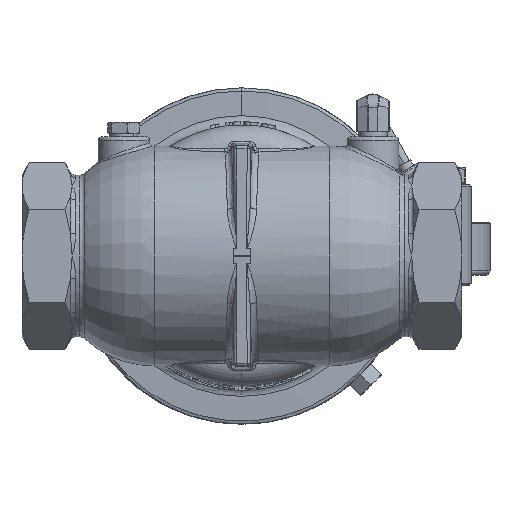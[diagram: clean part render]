
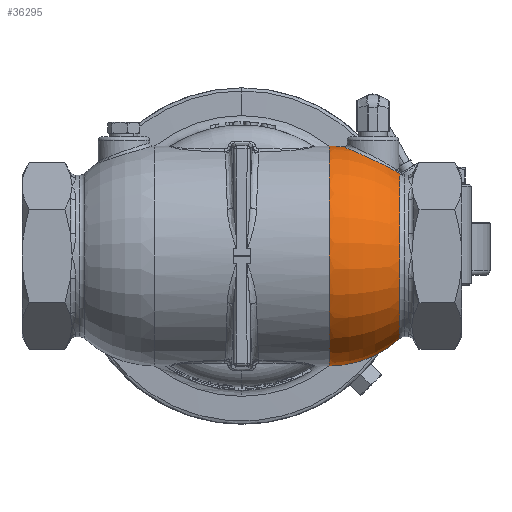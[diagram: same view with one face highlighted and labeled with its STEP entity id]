
A CAD part, front view. The second image highlights one B-rep face of the part: STEP entity #36295.
In plain terms, the highlighted toroidal (fillet/blend) face has major radius 3.175 mm and minor radius 50.8 mm.
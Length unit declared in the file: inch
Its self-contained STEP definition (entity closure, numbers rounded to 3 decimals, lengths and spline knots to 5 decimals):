
#2550 = CARTESIAN_POINT ( 'NONE',  ( 3.04571, -0.15749, 1.58914 ) ) ;
#4732 = CARTESIAN_POINT ( 'NONE',  ( 2.80229, -0.45906, 1.72844 ) ) ;
#5085 = DIRECTION ( 'NONE',  ( -1., 0., 0. ) ) ;
#5175 = CARTESIAN_POINT ( 'NONE',  ( 2.2887, -0.50222, 1.97111 ) ) ;
#5605 = CARTESIAN_POINT ( 'NONE',  ( 1.98418, -0.16056, 2.09742 ) ) ;
#7127 = CARTESIAN_POINT ( 'NONE',  ( 3.00147, -0.22822, 1.62044 ) ) ;
#8568 = CARTESIAN_POINT ( 'NONE',  ( 3.04716, 0., 0. ) ) ;
#8918 = CARTESIAN_POINT ( 'NONE',  ( 1.69167, 0., -0.125 ) ) ;
#9775 = VERTEX_POINT ( 'NONE', #50127 ) ;
#13210 = CARTESIAN_POINT ( 'NONE',  ( 3.04427, -0.15791, 1.59043 ) ) ;
#13559 = DIRECTION ( 'NONE',  ( -1., 0., 0. ) ) ;
#14046 = CARTESIAN_POINT ( 'NONE',  ( 2.98812, -0.25734, 1.62802 ) ) ;
#15366 = CARTESIAN_POINT ( 'NONE',  ( 2.76349, -0.48199, 1.74841 ) ) ;
#15791 = CARTESIAN_POINT ( 'NONE',  ( 2.20762, -0.45862, 2.00581 ) ) ;
#16256 = CARTESIAN_POINT ( 'NONE',  ( 1.97197, -0.11333, 2.10227 ) ) ;
#17232 = VERTEX_POINT ( 'NONE', #130233 ) ;
#19553 = DIRECTION ( 'NONE',  ( 0., 0., 1. ) ) ;
#19659 = EDGE_CURVE ( 'NONE', #71431, #60374, #96734, .T. ) ;
#20723 = EDGE_CURVE ( 'NONE', #17232, #60374, #136177, .T. ) ;
#21748 = EDGE_CURVE ( 'NONE', #9775, #107302, #30085, .T. ) ;
#23919 = CARTESIAN_POINT ( 'NONE',  ( 3.04024, -0.16036, 1.59389 ) ) ;
#26079 = CARTESIAN_POINT ( 'NONE',  ( 2.69618, -0.51306, 1.78237 ) ) ;
#26532 = CARTESIAN_POINT ( 'NONE',  ( 2.1347, -0.40167, 2.03634 ) ) ;
#26958 = CARTESIAN_POINT ( 'NONE',  ( 1.96035, -0.033, 2.10687 ) ) ;
#30085 = CIRCLE ( 'NONE', #94737, 1.59559 ) ;
#34535 = CARTESIAN_POINT ( 'NONE',  ( 3.03438, -0.16651, 1.59862 ) ) ;
#36238 = CARTESIAN_POINT ( 'NONE',  ( 3.00147, -0.22822, 1.62044 ) ) ;
#36247 = ORIENTED_EDGE ( 'NONE', *, *, #132043, .T. ) ;
#36295 = ADVANCED_FACE ( 'NONE', ( #60459 ), #63829, .T. ) ;
#36653 = CARTESIAN_POINT ( 'NONE',  ( 2.61037, -0.53723, 1.82435 ) ) ;
#37092 = CARTESIAN_POINT ( 'NONE',  ( 2.08151, -0.34375, 2.0582 ) ) ;
#42758 = ORIENTED_EDGE ( 'NONE', *, *, #125504, .F. ) ;
#45043 = CARTESIAN_POINT ( 'NONE',  ( 1.69167, 0., 0. ) ) ;
#45157 = CARTESIAN_POINT ( 'NONE',  ( 3.02457, -0.18155, 1.60589 ) ) ;
#46248 = CIRCLE ( 'NONE', #65016, 2. ) ;
#46434 = CARTESIAN_POINT ( 'NONE',  ( 2.97252, -0.28469, 1.6368 ) ) ;
#46877 = CARTESIAN_POINT ( 'NONE',  ( 2.93712, -0.33611, 1.65645 ) ) ;
#47208 = DIRECTION ( 'NONE',  ( 0., 0., 1. ) ) ;
#47309 = CARTESIAN_POINT ( 'NONE',  ( 2.5222, -0.54708, 1.86615 ) ) ;
#47768 = CARTESIAN_POINT ( 'NONE',  ( 2.05308, -0.30521, 2.06976 ) ) ;
#48293 = EDGE_CURVE ( 'NONE', #58630, #71431, #49936, .T. ) ;
#49936 = B_SPLINE_CURVE_WITH_KNOTS ( 'NONE', 3,
 ( #36238, #14046, #46434, #46877, #120973, #57578, #131567, #68263, #4732, #78896, #15366, #89530, #26079, #100189, #36653, #110803, #47309, #121402, #58031, #132023, #68700, #5175, #79345, #15791, #89976, #26532, #100619, #37092, #111232, #47768, #121827, #58473, #132476, #69148, #5605, #79793, #16256, #90409, #26958, #101086 ),
 .UNSPECIFIED., .F., .F.,
 ( 4, 2, 2, 2, 2, 2, 2, 2, 2, 2, 2, 2, 2, 2, 2, 2, 2, 2, 2, 4 ),
 ( 0.07387, 0.07638, 0.07889, 0.0814, 0.08265, 0.08391, 0.08642, 0.08893, 0.09144, 0.09395, 0.09646, 0.09896, 0.10147, 0.10398, 0.10524, 0.10649, 0.109, 0.11026, 0.11151, 0.11402 ),
 .UNSPECIFIED. ) ;
#50127 = CARTESIAN_POINT ( 'NONE',  ( 3.04716, 0., -1.59559 ) ) ;
#50729 = DIRECTION ( 'NONE',  ( 0., 0., 1. ) ) ;
#55859 = CARTESIAN_POINT ( 'NONE',  ( 3.00774, -0.21453, 1.61688 ) ) ;
#57578 = CARTESIAN_POINT ( 'NONE',  ( 2.87436, -0.40415, 1.69052 ) ) ;
#58031 = CARTESIAN_POINT ( 'NONE',  ( 2.43261, -0.54239, 1.90736 ) ) ;
#58473 = CARTESIAN_POINT ( 'NONE',  ( 2.02015, -0.25078, 2.08306 ) ) ;
#58630 = VERTEX_POINT ( 'NONE', #7127 ) ;
#60374 = VERTEX_POINT ( 'NONE', #80723 ) ;
#60459 = FACE_OUTER_BOUND ( 'NONE', #80755, .T. ) ;
#63002 = DIRECTION ( 'NONE',  ( 0., 0., -1. ) ) ;
#63829 = TOROIDAL_SURFACE ( 'NONE', #66359, 0.125, 2. ) ;
#65016 = AXIS2_PLACEMENT_3D ( 'NONE', #8918, #83102, #19553 ) ;
#66083 = CARTESIAN_POINT ( 'NONE',  ( 3.04716, -0.15756, 1.58779 ) ) ;
#66359 = AXIS2_PLACEMENT_3D ( 'NONE', #121301, #5085, #47208 ) ;
#68263 = CARTESIAN_POINT ( 'NONE',  ( 2.81489, -0.45064, 1.72189 ) ) ;
#68700 = CARTESIAN_POINT ( 'NONE',  ( 2.34499, -0.52306, 1.94651 ) ) ;
#69148 = CARTESIAN_POINT ( 'NONE',  ( 1.98924, -0.17621, 2.09541 ) ) ;
#71431 = VERTEX_POINT ( 'NONE', #107463 ) ;
#72044 = DIRECTION ( 'NONE',  ( -1., 0., 0. ) ) ;
#76122 = CARTESIAN_POINT ( 'NONE',  ( 3.04716, -0.15756, 1.58779 ) ) ;
#78896 = CARTESIAN_POINT ( 'NONE',  ( 2.77657, -0.47474, 1.74171 ) ) ;
#79345 = CARTESIAN_POINT ( 'NONE',  ( 2.2612, -0.48942, 1.98297 ) ) ;
#79793 = CARTESIAN_POINT ( 'NONE',  ( 1.97556, -0.12916, 2.10085 ) ) ;
#80723 = CARTESIAN_POINT ( 'NONE',  ( 1.69167, 0., 2.125 ) ) ;
#80755 = EDGE_LOOP ( 'NONE', ( #42758, #98653, #36247, #124174, #106330, #89697 ) ) ;
#81344 = AXIS2_PLACEMENT_3D ( 'NONE', #45043, #13559, #119591 ) ;
#83102 = DIRECTION ( 'NONE',  ( 0., 1., 0. ) ) ;
#83818 = DIRECTION ( 'NONE',  ( 0., -1., 0. ) ) ;
#87355 = CARTESIAN_POINT ( 'NONE',  ( 3.04153, -0.15936, 1.59281 ) ) ;
#89530 = CARTESIAN_POINT ( 'NONE',  ( 2.72361, -0.502, 1.76866 ) ) ;
#89697 = ORIENTED_EDGE ( 'NONE', *, *, #20723, .F. ) ;
#89976 = CARTESIAN_POINT ( 'NONE',  ( 2.18228, -0.44104, 2.01649 ) ) ;
#90409 = CARTESIAN_POINT ( 'NONE',  ( 1.96331, -0.06545, 2.1057 ) ) ;
#94737 = AXIS2_PLACEMENT_3D ( 'NONE', #8568, #72044, #50729 ) ;
#96734 = CIRCLE ( 'NONE', #131737, 2. ) ;
#98039 = CARTESIAN_POINT ( 'NONE',  ( 3.03654, -0.16378, 1.59694 ) ) ;
#98653 = ORIENTED_EDGE ( 'NONE', *, *, #21748, .T. ) ;
#100189 = CARTESIAN_POINT ( 'NONE',  ( 2.63964, -0.53067, 1.81018 ) ) ;
#100619 = CARTESIAN_POINT ( 'NONE',  ( 2.11243, -0.37987, 2.04553 ) ) ;
#101086 = CARTESIAN_POINT ( 'NONE',  ( 1.96035, 0., 2.10687 ) ) ;
#106330 = ORIENTED_EDGE ( 'NONE', *, *, #19659, .T. ) ;
#107302 = VERTEX_POINT ( 'NONE', #76122 ) ;
#107463 = CARTESIAN_POINT ( 'NONE',  ( 1.96035, 0., 2.10687 ) ) ;
#108624 = CARTESIAN_POINT ( 'NONE',  ( 3.02822, -0.17514, 1.6033 ) ) ;
#110803 = CARTESIAN_POINT ( 'NONE',  ( 2.55173, -0.54539, 1.8523 ) ) ;
#111232 = CARTESIAN_POINT ( 'NONE',  ( 2.0716, -0.33111, 2.06223 ) ) ;
#115248 = CARTESIAN_POINT ( 'NONE',  ( 1.69167, 0., 0.125 ) ) ;
#119255 = CARTESIAN_POINT ( 'NONE',  ( 3.01411, -0.20099, 1.61298 ) ) ;
#119591 = DIRECTION ( 'NONE',  ( 0., 0., 1. ) ) ;
#120973 = CARTESIAN_POINT ( 'NONE',  ( 2.91715, -0.36032, 1.66741 ) ) ;
#121301 = CARTESIAN_POINT ( 'NONE',  ( 1.69167, 0., 0. ) ) ;
#121402 = CARTESIAN_POINT ( 'NONE',  ( 2.46272, -0.54561, 1.89365 ) ) ;
#121827 = CARTESIAN_POINT ( 'NONE',  ( 2.04441, -0.29188, 2.07327 ) ) ;
#124174 = ORIENTED_EDGE ( 'NONE', *, *, #48293, .T. ) ;
#125504 = EDGE_CURVE ( 'NONE', #9775, #17232, #46248, .T. ) ;
#129856 = CARTESIAN_POINT ( 'NONE',  ( 3.00147, -0.22822, 1.62044 ) ) ;
#130233 = CARTESIAN_POINT ( 'NONE',  ( 1.69167, 0., -2.125 ) ) ;
#130245 = B_SPLINE_CURVE_WITH_KNOTS ( 'NONE', 3,
 ( #66083, #2550, #13210, #87355, #23919, #98039, #34535, #108624, #45157, #119255, #55859, #129856 ),
 .UNSPECIFIED., .F., .F.,
 ( 4, 2, 2, 2, 2, 4 ),
 ( 0., 0.00015, 0.0003, 0.00059, 0.00119, 0.00237 ),
 .UNSPECIFIED. ) ;
#131567 = CARTESIAN_POINT ( 'NONE',  ( 2.85146, -0.42395, 1.70272 ) ) ;
#131737 = AXIS2_PLACEMENT_3D ( 'NONE', #115248, #83818, #63002 ) ;
#132023 = CARTESIAN_POINT ( 'NONE',  ( 2.37378, -0.53108, 1.93377 ) ) ;
#132043 = EDGE_CURVE ( 'NONE', #107302, #58630, #130245, .T. ) ;
#132476 = CARTESIAN_POINT ( 'NONE',  ( 2.00629, -0.22189, 2.0886 ) ) ;
#136177 = CIRCLE ( 'NONE', #81344, 2.125 ) ;
